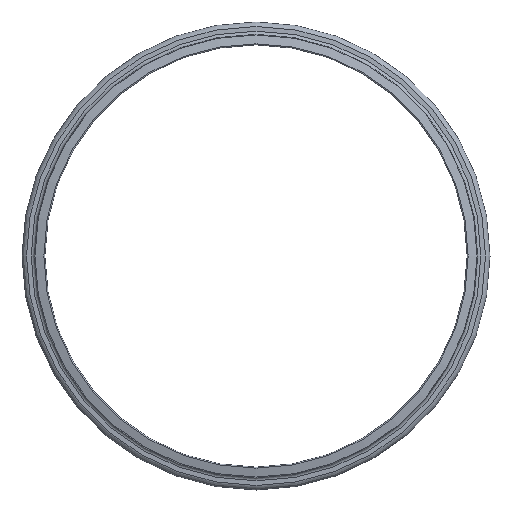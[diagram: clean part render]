
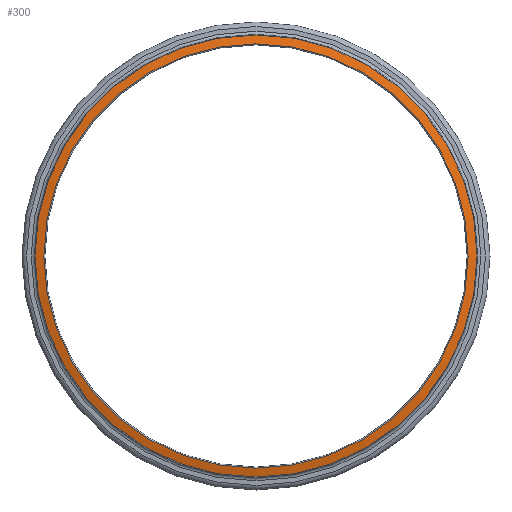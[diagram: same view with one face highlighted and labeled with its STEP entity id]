
A CAD part, front view. The second image highlights one B-rep face of the part: STEP entity #300.
In plain terms, the highlighted conical face has half-angle 76.942 degrees and reference radius 29.602 mm.
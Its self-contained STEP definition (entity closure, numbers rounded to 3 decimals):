
#30=CONICAL_SURFACE('',#357,29.602,1.343);
#43=LINE('',#557,#56);
#56=VECTOR('',#462,29.602);
#74=FACE_OUTER_BOUND('',#93,.T.);
#93=EDGE_LOOP('',(#260,#261,#262,#263,#264));
#118=CIRCLE('',#354,28.994);
#120=CIRCLE('',#356,28.994);
#121=CIRCLE('',#358,30.21);
#146=VERTEX_POINT('',#549);
#147=VERTEX_POINT('',#550);
#148=VERTEX_POINT('',#555);
#184=EDGE_CURVE('',#146,#147,#118,.T.);
#186=EDGE_CURVE('',#147,#146,#120,.T.);
#187=EDGE_CURVE('',#148,#148,#121,.T.);
#188=EDGE_CURVE('',#148,#147,#43,.T.);
#260=ORIENTED_EDGE('',*,*,#187,.F.);
#261=ORIENTED_EDGE('',*,*,#188,.T.);
#262=ORIENTED_EDGE('',*,*,#186,.T.);
#263=ORIENTED_EDGE('',*,*,#184,.T.);
#264=ORIENTED_EDGE('',*,*,#188,.F.);
#300=ADVANCED_FACE('',(#74),#30,.T.);
#354=AXIS2_PLACEMENT_3D('',#551,#452,#453);
#356=AXIS2_PLACEMENT_3D('',#553,#456,#457);
#357=AXIS2_PLACEMENT_3D('',#554,#458,#459);
#358=AXIS2_PLACEMENT_3D('',#556,#460,#461);
#452=DIRECTION('center_axis',(0.,1.,0.));
#453=DIRECTION('ref_axis',(1.,0.,0.));
#456=DIRECTION('center_axis',(0.,1.,0.));
#457=DIRECTION('ref_axis',(1.,0.,0.));
#458=DIRECTION('center_axis',(0.,1.,0.));
#459=DIRECTION('ref_axis',(-1.,0.,0.));
#460=DIRECTION('center_axis',(0.,1.,0.));
#461=DIRECTION('ref_axis',(1.,0.,0.));
#462=DIRECTION('',(-0.974,-0.226,0.));
#549=CARTESIAN_POINT('',(0.,-4.587,-28.994));
#550=CARTESIAN_POINT('',(28.994,-4.587,0.));
#551=CARTESIAN_POINT('Origin',(0.,-4.587,0.));
#553=CARTESIAN_POINT('Origin',(0.,-4.587,0.));
#554=CARTESIAN_POINT('Origin',(0.,-4.446,0.));
#555=CARTESIAN_POINT('',(30.21,-4.305,0.));
#556=CARTESIAN_POINT('Origin',(0.,-4.305,0.));
#557=CARTESIAN_POINT('',(29.602,-4.446,0.));
